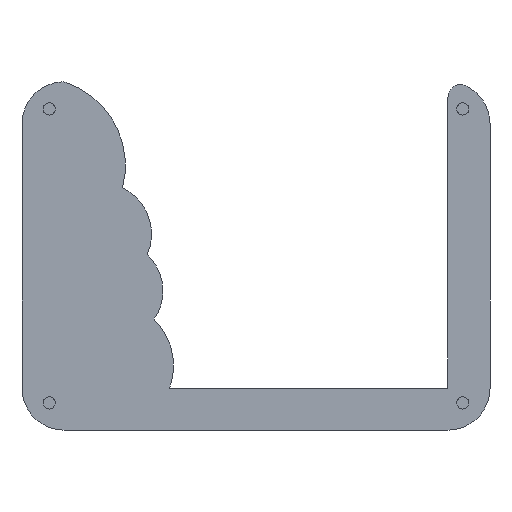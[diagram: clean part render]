
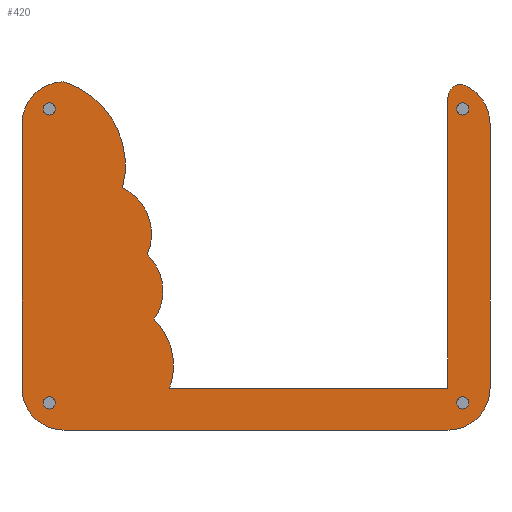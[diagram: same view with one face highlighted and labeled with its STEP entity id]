
A CAD part, front view. The second image highlights one B-rep face of the part: STEP entity #420.
In plain terms, the highlighted planar face has unit normal (0, -1, 0).
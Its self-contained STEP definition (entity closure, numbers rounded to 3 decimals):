
#14=FACE_BOUND('',#57,.T.);
#15=FACE_BOUND('',#58,.T.);
#16=FACE_BOUND('',#59,.T.);
#17=FACE_BOUND('',#60,.T.);
#18=PLANE('',#472);
#31=FACE_OUTER_BOUND('',#56,.T.);
#56=EDGE_LOOP('',(#272,#273,#274,#275,#276,#277,#278,#279,#280,#281,#282,
#283,#284,#285,#286));
#57=EDGE_LOOP('',(#287));
#58=EDGE_LOOP('',(#288));
#59=EDGE_LOOP('',(#289));
#60=EDGE_LOOP('',(#290));
#86=LINE('',#674,#115);
#87=LINE('',#676,#116);
#88=LINE('',#690,#117);
#89=LINE('',#694,#118);
#90=LINE('',#697,#119);
#115=VECTOR('',#538,10.);
#116=VECTOR('',#539,10.);
#117=VECTOR('',#552,10.);
#118=VECTOR('',#555,10.);
#119=VECTOR('',#558,10.);
#142=CIRCLE('',#468,3.);
#143=CIRCLE('',#470,10.);
#145=CIRCLE('',#473,15.648);
#146=CIRCLE('',#474,11.653);
#147=CIRCLE('',#475,12.219);
#148=CIRCLE('',#476,20.887);
#149=CIRCLE('',#477,3.);
#150=CIRCLE('',#478,10.);
#151=CIRCLE('',#479,10.);
#152=CIRCLE('',#480,10.);
#153=CIRCLE('',#481,1.45);
#154=CIRCLE('',#482,1.45);
#155=CIRCLE('',#483,1.45);
#156=CIRCLE('',#484,1.45);
#171=VERTEX_POINT('',#661);
#172=VERTEX_POINT('',#663);
#173=VERTEX_POINT('',#667);
#175=VERTEX_POINT('',#673);
#176=VERTEX_POINT('',#675);
#177=VERTEX_POINT('',#677);
#178=VERTEX_POINT('',#679);
#179=VERTEX_POINT('',#681);
#180=VERTEX_POINT('',#683);
#181=VERTEX_POINT('',#685);
#182=VERTEX_POINT('',#687);
#183=VERTEX_POINT('',#689);
#184=VERTEX_POINT('',#691);
#185=VERTEX_POINT('',#693);
#186=VERTEX_POINT('',#695);
#187=VERTEX_POINT('',#698);
#188=VERTEX_POINT('',#700);
#189=VERTEX_POINT('',#702);
#190=VERTEX_POINT('',#704);
#209=EDGE_CURVE('',#171,#172,#142,.T.);
#211=EDGE_CURVE('',#172,#173,#143,.T.);
#214=EDGE_CURVE('',#175,#171,#86,.T.);
#215=EDGE_CURVE('',#176,#175,#87,.T.);
#216=EDGE_CURVE('',#177,#176,#145,.T.);
#217=EDGE_CURVE('',#178,#177,#146,.T.);
#218=EDGE_CURVE('',#179,#178,#147,.T.);
#219=EDGE_CURVE('',#180,#179,#148,.T.);
#220=EDGE_CURVE('',#181,#180,#149,.T.);
#221=EDGE_CURVE('',#182,#181,#150,.T.);
#222=EDGE_CURVE('',#183,#182,#88,.T.);
#223=EDGE_CURVE('',#184,#183,#151,.T.);
#224=EDGE_CURVE('',#185,#184,#89,.T.);
#225=EDGE_CURVE('',#186,#185,#152,.T.);
#226=EDGE_CURVE('',#173,#186,#90,.T.);
#227=EDGE_CURVE('',#187,#187,#153,.T.);
#228=EDGE_CURVE('',#188,#188,#154,.T.);
#229=EDGE_CURVE('',#189,#189,#155,.T.);
#230=EDGE_CURVE('',#190,#190,#156,.T.);
#272=ORIENTED_EDGE('',*,*,#209,.F.);
#273=ORIENTED_EDGE('',*,*,#214,.F.);
#274=ORIENTED_EDGE('',*,*,#215,.F.);
#275=ORIENTED_EDGE('',*,*,#216,.F.);
#276=ORIENTED_EDGE('',*,*,#217,.F.);
#277=ORIENTED_EDGE('',*,*,#218,.F.);
#278=ORIENTED_EDGE('',*,*,#219,.F.);
#279=ORIENTED_EDGE('',*,*,#220,.F.);
#280=ORIENTED_EDGE('',*,*,#221,.F.);
#281=ORIENTED_EDGE('',*,*,#222,.F.);
#282=ORIENTED_EDGE('',*,*,#223,.F.);
#283=ORIENTED_EDGE('',*,*,#224,.F.);
#284=ORIENTED_EDGE('',*,*,#225,.F.);
#285=ORIENTED_EDGE('',*,*,#226,.F.);
#286=ORIENTED_EDGE('',*,*,#211,.F.);
#287=ORIENTED_EDGE('',*,*,#227,.T.);
#288=ORIENTED_EDGE('',*,*,#228,.T.);
#289=ORIENTED_EDGE('',*,*,#229,.T.);
#290=ORIENTED_EDGE('',*,*,#230,.T.);
#420=ADVANCED_FACE('',(#31,#14,#15,#16,#17),#18,.F.);
#468=AXIS2_PLACEMENT_3D('',#664,#526,#527);
#470=AXIS2_PLACEMENT_3D('',#668,#531,#532);
#472=AXIS2_PLACEMENT_3D('',#672,#536,#537);
#473=AXIS2_PLACEMENT_3D('',#678,#540,#541);
#474=AXIS2_PLACEMENT_3D('',#680,#542,#543);
#475=AXIS2_PLACEMENT_3D('',#682,#544,#545);
#476=AXIS2_PLACEMENT_3D('',#684,#546,#547);
#477=AXIS2_PLACEMENT_3D('',#686,#548,#549);
#478=AXIS2_PLACEMENT_3D('',#688,#550,#551);
#479=AXIS2_PLACEMENT_3D('',#692,#553,#554);
#480=AXIS2_PLACEMENT_3D('',#696,#556,#557);
#481=AXIS2_PLACEMENT_3D('',#699,#559,#560);
#482=AXIS2_PLACEMENT_3D('',#701,#561,#562);
#483=AXIS2_PLACEMENT_3D('',#703,#563,#564);
#484=AXIS2_PLACEMENT_3D('',#705,#565,#566);
#526=DIRECTION('center_axis',(0.,1.,0.));
#527=DIRECTION('ref_axis',(-0.535,0.,0.845));
#531=DIRECTION('center_axis',(0.,1.,0.));
#532=DIRECTION('ref_axis',(0.707,0.,0.707));
#536=DIRECTION('center_axis',(0.,1.,0.));
#537=DIRECTION('ref_axis',(0.,0.,1.));
#538=DIRECTION('',(0.,0.,1.));
#539=DIRECTION('',(1.,0.,0.));
#540=DIRECTION('center_axis',(0.,1.,0.));
#541=DIRECTION('ref_axis',(0.702,0.,0.712));
#542=DIRECTION('center_axis',(0.,1.,0.));
#543=DIRECTION('ref_axis',(0.677,0.,0.736));
#544=DIRECTION('center_axis',(0.,1.,0.));
#545=DIRECTION('ref_axis',(0.434,0.,0.901));
#546=DIRECTION('center_axis',(0.,1.,0.));
#547=DIRECTION('ref_axis',(0.301,0.,0.954));
#548=DIRECTION('center_axis',(0.,1.,0.));
#549=DIRECTION('ref_axis',(0.135,0.,0.991));
#550=DIRECTION('center_axis',(0.,1.,0.));
#551=DIRECTION('ref_axis',(-0.707,0.,0.707));
#552=DIRECTION('',(0.,0.,1.));
#553=DIRECTION('center_axis',(0.,1.,0.));
#554=DIRECTION('ref_axis',(-0.707,0.,-0.707));
#555=DIRECTION('',(-1.,0.,0.));
#556=DIRECTION('center_axis',(0.,1.,0.));
#557=DIRECTION('ref_axis',(0.707,0.,-0.707));
#558=DIRECTION('',(0.,0.,-1.));
#559=DIRECTION('center_axis',(0.,1.,0.));
#560=DIRECTION('ref_axis',(1.,0.,0.));
#561=DIRECTION('center_axis',(0.,1.,0.));
#562=DIRECTION('ref_axis',(1.,0.,0.));
#563=DIRECTION('center_axis',(0.,1.,0.));
#564=DIRECTION('ref_axis',(1.,0.,0.));
#565=DIRECTION('center_axis',(0.,1.,0.));
#566=DIRECTION('ref_axis',(1.,0.,0.));
#661=CARTESIAN_POINT('',(47.655,0.,36.144));
#663=CARTESIAN_POINT('',(51.941,0.,38.854));
#664=CARTESIAN_POINT('Origin',(50.655,0.,36.144));
#667=CARTESIAN_POINT('',(57.655,0.,29.819));
#668=CARTESIAN_POINT('Origin',(47.655,0.,29.819));
#672=CARTESIAN_POINT('Origin',(1.955,0.,-1.631));
#673=CARTESIAN_POINT('',(47.655,0.,-33.081));
#674=CARTESIAN_POINT('',(47.655,0.,-33.081));
#675=CARTESIAN_POINT('',(-18.59,0.,-33.081));
#676=CARTESIAN_POINT('',(-43.745,0.,-33.081));
#677=CARTESIAN_POINT('',(-22.321,0.,-16.642));
#678=CARTESIAN_POINT('Origin',(-33.313,0.,-27.779));
#679=CARTESIAN_POINT('',(-23.951,0.,-1.341));
#680=CARTESIAN_POINT('Origin',(-31.838,0.,-9.919));
#681=CARTESIAN_POINT('',(-29.821,0.,14.617));
#682=CARTESIAN_POINT('Origin',(-35.123,0.,3.609));
#683=CARTESIAN_POINT('',(-43.205,0.,39.641));
#684=CARTESIAN_POINT('Origin',(-50.028,0.,19.9));
#685=CARTESIAN_POINT('',(-44.373,0.,39.799));
#686=CARTESIAN_POINT('Origin',(-44.185,0.,36.805));
#687=CARTESIAN_POINT('',(-53.745,0.,29.819));
#688=CARTESIAN_POINT('Origin',(-43.745,0.,29.819));
#689=CARTESIAN_POINT('',(-53.745,0.,-33.081));
#690=CARTESIAN_POINT('',(-53.745,0.,-43.081));
#691=CARTESIAN_POINT('',(-43.745,0.,-43.081));
#692=CARTESIAN_POINT('Origin',(-43.745,0.,-33.081));
#693=CARTESIAN_POINT('',(47.655,0.,-43.081));
#694=CARTESIAN_POINT('',(57.655,0.,-43.081));
#695=CARTESIAN_POINT('',(57.655,0.,-33.081));
#696=CARTESIAN_POINT('Origin',(47.655,0.,-33.081));
#697=CARTESIAN_POINT('',(57.655,0.,39.819));
#698=CARTESIAN_POINT('',(-48.73,0.,-36.616));
#699=CARTESIAN_POINT('Origin',(-47.28,0.,-36.616));
#700=CARTESIAN_POINT('',(49.741,0.,-36.616));
#701=CARTESIAN_POINT('Origin',(51.191,0.,-36.616));
#702=CARTESIAN_POINT('',(-48.73,0.,33.355));
#703=CARTESIAN_POINT('Origin',(-47.28,0.,33.355));
#704=CARTESIAN_POINT('',(49.741,0.,33.355));
#705=CARTESIAN_POINT('Origin',(51.191,0.,33.355));
